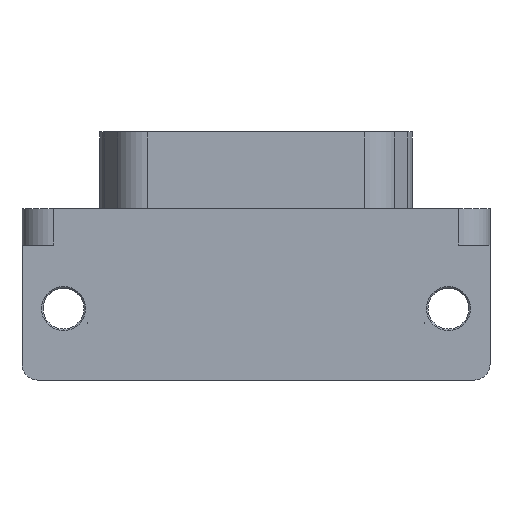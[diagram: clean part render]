
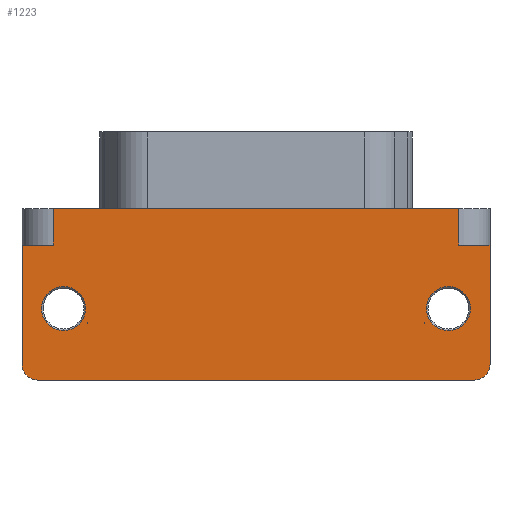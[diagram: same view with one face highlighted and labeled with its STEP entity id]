
A CAD part, front view. The second image highlights one B-rep face of the part: STEP entity #1223.
In plain terms, the highlighted planar face has unit normal (0, -1, 0).
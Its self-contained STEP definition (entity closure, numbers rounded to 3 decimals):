
#419=FACE_BOUND('',#1943,.T.);
#420=FACE_BOUND('',#1944,.T.);
#421=FACE_BOUND('',#1945,.T.);
#422=FACE_BOUND('',#1946,.T.);
#423=FACE_BOUND('',#1947,.T.);
#1015=CIRCLE('',#5180,1.4);
#1016=CIRCLE('',#5182,1.4);
#1023=CIRCLE('',#5196,1.);
#1028=CIRCLE('',#5208,1.);
#1223=ADVANCED_FACE('',(#419,#420,#421,#422,#423),#1552,.F.);
#1552=PLANE('',#5215);
#1943=EDGE_LOOP('',(#2713,#2714,#2715,#2716,#2717,#2718,#2719,#2720,#2721,
#2722));
#1944=EDGE_LOOP('',(#2723,#2724,#2725));
#1945=EDGE_LOOP('',(#2726,#2727,#2728));
#1946=EDGE_LOOP('',(#2729));
#1947=EDGE_LOOP('',(#2730));
#2713=ORIENTED_EDGE('',*,*,#4199,.F.);
#2714=ORIENTED_EDGE('',*,*,#4238,.T.);
#2715=ORIENTED_EDGE('',*,*,#4134,.F.);
#2716=ORIENTED_EDGE('',*,*,#4239,.T.);
#2717=ORIENTED_EDGE('',*,*,#4200,.F.);
#2718=ORIENTED_EDGE('',*,*,#4240,.F.);
#2719=ORIENTED_EDGE('',*,*,#4211,.T.);
#2720=ORIENTED_EDGE('',*,*,#4228,.F.);
#2721=ORIENTED_EDGE('',*,*,#4232,.T.);
#2722=ORIENTED_EDGE('',*,*,#4236,.T.);
#2723=ORIENTED_EDGE('',*,*,#4112,.T.);
#2724=ORIENTED_EDGE('',*,*,#4110,.T.);
#2725=ORIENTED_EDGE('',*,*,#4107,.T.);
#2726=ORIENTED_EDGE('',*,*,#4121,.T.);
#2727=ORIENTED_EDGE('',*,*,#4119,.T.);
#2728=ORIENTED_EDGE('',*,*,#4116,.F.);
#2729=ORIENTED_EDGE('',*,*,#4195,.T.);
#2730=ORIENTED_EDGE('',*,*,#4196,.T.);
#3643=VERTEX_POINT('',#6945);
#3645=VERTEX_POINT('',#6949);
#3646=VERTEX_POINT('',#6953);
#3648=VERTEX_POINT('',#6962);
#3651=VERTEX_POINT('',#6967);
#3652=VERTEX_POINT('',#6971);
#3666=VERTEX_POINT('',#7003);
#3667=VERTEX_POINT('',#7005);
#3727=VERTEX_POINT('',#7174);
#3728=VERTEX_POINT('',#7177);
#3730=VERTEX_POINT('',#7181);
#3731=VERTEX_POINT('',#7183);
#3732=VERTEX_POINT('',#7187);
#3733=VERTEX_POINT('',#7188);
#3743=VERTEX_POINT('',#7214);
#3744=VERTEX_POINT('',#7215);
#3754=VERTEX_POINT('',#7247);
#3756=VERTEX_POINT('',#7254);
#4107=EDGE_CURVE('',#3643,#3645,#4663,.T.);
#4110=EDGE_CURVE('',#3646,#3643,#4666,.T.);
#4112=EDGE_CURVE('',#3645,#3646,#4668,.T.);
#4116=EDGE_CURVE('',#3651,#3648,#4672,.T.);
#4119=EDGE_CURVE('',#3652,#3648,#4675,.T.);
#4121=EDGE_CURVE('',#3651,#3652,#4677,.T.);
#4134=EDGE_CURVE('',#3666,#3667,#4684,.T.);
#4195=EDGE_CURVE('',#3727,#3727,#1015,.T.);
#4196=EDGE_CURVE('',#3728,#3728,#1016,.T.);
#4199=EDGE_CURVE('',#3731,#3730,#4691,.T.);
#4200=EDGE_CURVE('',#3732,#3733,#4692,.T.);
#4211=EDGE_CURVE('',#3743,#3744,#1023,.T.);
#4228=EDGE_CURVE('',#3754,#3744,#4711,.T.);
#4232=EDGE_CURVE('',#3754,#3756,#1028,.T.);
#4236=EDGE_CURVE('',#3756,#3730,#4717,.T.);
#4238=EDGE_CURVE('',#3731,#3667,#4719,.T.);
#4239=EDGE_CURVE('',#3666,#3733,#4720,.T.);
#4240=EDGE_CURVE('',#3743,#3732,#4721,.T.);
#4663=LINE('',#6950,#4883);
#4666=LINE('',#6956,#4886);
#4668=LINE('',#6959,#4888);
#4672=LINE('',#6968,#4892);
#4675=LINE('',#6974,#4895);
#4677=LINE('',#6977,#4897);
#4684=LINE('',#7004,#4904);
#4691=LINE('',#7184,#4911);
#4692=LINE('',#7186,#4912);
#4711=LINE('',#7248,#4931);
#4717=LINE('',#7263,#4937);
#4719=LINE('',#7266,#4939);
#4720=LINE('',#7268,#4940);
#4721=LINE('',#7269,#4941);
#4883=VECTOR('',#5667,1.);
#4886=VECTOR('',#5672,1.);
#4888=VECTOR('',#5676,1.);
#4892=VECTOR('',#5682,1.);
#4895=VECTOR('',#5687,1.);
#4897=VECTOR('',#5691,1.);
#4904=VECTOR('',#5712,1.);
#4911=VECTOR('',#5863,1.);
#4912=VECTOR('',#5866,1.);
#4931=VECTOR('',#5925,1.);
#4937=VECTOR('',#5945,1.);
#4939=VECTOR('',#5949,1.);
#4940=VECTOR('',#5952,1.);
#4941=VECTOR('',#5953,1.);
#5180=AXIS2_PLACEMENT_3D('',#7173,#5852,#5853);
#5182=AXIS2_PLACEMENT_3D('',#7176,#5856,#5857);
#5196=AXIS2_PLACEMENT_3D('',#7213,#5892,#5893);
#5208=AXIS2_PLACEMENT_3D('',#7255,#5932,#5933);
#5215=AXIS2_PLACEMENT_3D('',#7270,#5954,#5955);
#5667=DIRECTION('',(0.707,0.,-0.707));
#5672=DIRECTION('',(0.,0.,1.));
#5676=DIRECTION('',(-1.,0.,0.));
#5682=DIRECTION('',(1.,0.,0.));
#5687=DIRECTION('',(0.,0.,-1.));
#5691=DIRECTION('',(0.707,0.,0.707));
#5712=DIRECTION('',(1.,0.,0.));
#5852=DIRECTION('',(0.,1.,0.));
#5853=DIRECTION('',(0.,0.,-1.));
#5856=DIRECTION('',(0.,1.,0.));
#5857=DIRECTION('',(0.,0.,-1.));
#5863=DIRECTION('',(1.,0.,0.));
#5866=DIRECTION('',(1.,0.,0.));
#5892=DIRECTION('',(0.,-1.,0.));
#5893=DIRECTION('',(-1.,0.,0.));
#5925=DIRECTION('',(-1.,0.,0.));
#5932=DIRECTION('',(0.,-1.,0.));
#5933=DIRECTION('',(-1.,0.,0.));
#5945=DIRECTION('',(0.,0.,1.));
#5949=DIRECTION('',(0.,0.,1.));
#5952=DIRECTION('',(0.,0.,-1.));
#5953=DIRECTION('',(0.,0.,1.));
#5954=DIRECTION('',(0.,1.,0.));
#5955=DIRECTION('',(1.,0.,0.));
#6945=CARTESIAN_POINT('',(10.7,-3.9,-11.95));
#6949=CARTESIAN_POINT('',(10.75,-3.9,-12.));
#6950=CARTESIAN_POINT('',(11.5,-3.9,-12.75));
#6953=CARTESIAN_POINT('',(10.7,-3.9,-12.));
#6956=CARTESIAN_POINT('',(10.7,-3.9,-12.1));
#6959=CARTESIAN_POINT('',(10.5,-3.9,-12.));
#6962=CARTESIAN_POINT('',(-10.7,-3.9,-12.));
#6967=CARTESIAN_POINT('',(-10.75,-3.9,-12.));
#6968=CARTESIAN_POINT('',(-10.5,-3.9,-12.));
#6971=CARTESIAN_POINT('',(-10.7,-3.9,-11.95));
#6974=CARTESIAN_POINT('',(-10.7,-3.9,-9.35));
#6977=CARTESIAN_POINT('',(-11.5,-3.9,-12.75));
#7003=CARTESIAN_POINT('',(-12.9,-3.9,-4.7));
#7004=CARTESIAN_POINT('',(-9.85,-3.9,-4.7));
#7005=CARTESIAN_POINT('',(12.9,-3.9,-4.7));
#7173=CARTESIAN_POINT('',(12.25,-3.9,-11.05));
#7174=CARTESIAN_POINT('',(12.25,-3.9,-12.45));
#7176=CARTESIAN_POINT('',(-12.25,-3.9,-11.05));
#7177=CARTESIAN_POINT('',(-12.25,-3.9,-12.45));
#7181=CARTESIAN_POINT('',(14.9,-3.9,-7.));
#7183=CARTESIAN_POINT('',(12.9,-3.9,-7.));
#7184=CARTESIAN_POINT('',(10.7,-3.9,-7.));
#7186=CARTESIAN_POINT('',(-13.8,-3.9,-7.));
#7187=CARTESIAN_POINT('',(-14.9,-3.9,-7.));
#7188=CARTESIAN_POINT('',(-12.9,-3.9,-7.));
#7213=CARTESIAN_POINT('',(-13.9,-3.9,-14.6));
#7214=CARTESIAN_POINT('',(-14.9,-3.9,-14.6));
#7215=CARTESIAN_POINT('',(-13.9,-3.9,-15.6));
#7247=CARTESIAN_POINT('',(13.9,-3.9,-15.6));
#7248=CARTESIAN_POINT('',(14.9,-3.9,-15.6));
#7254=CARTESIAN_POINT('',(14.9,-3.9,-14.6));
#7255=CARTESIAN_POINT('',(13.9,-3.9,-14.6));
#7263=CARTESIAN_POINT('',(14.9,-3.9,-15.6));
#7266=CARTESIAN_POINT('',(12.9,-3.9,-4.7));
#7268=CARTESIAN_POINT('',(-12.9,-3.9,-4.7));
#7269=CARTESIAN_POINT('',(-14.9,-3.9,-15.6));
#7270=CARTESIAN_POINT('',(9.872,-3.9,-15.6));
